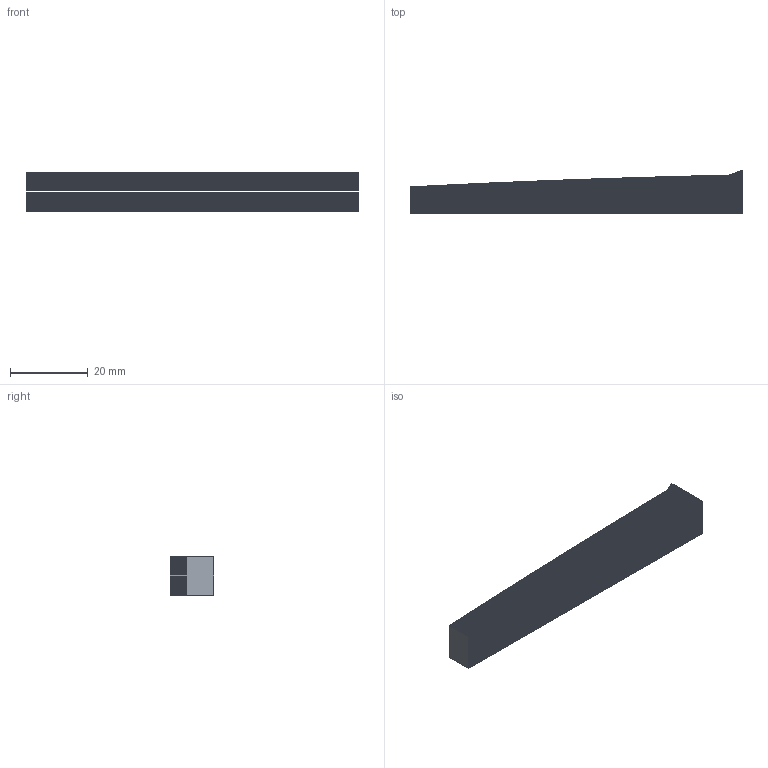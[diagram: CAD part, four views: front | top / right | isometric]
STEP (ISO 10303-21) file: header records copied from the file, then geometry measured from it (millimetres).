
FILE_DESCRIPTION (( 'STEP AP203' ), '1' );
FILE_NAME ('Òðàåêò. ñïóñêà 1 - 03cern (äîáàâëåíèå ðàäèóñà 0,5).STEP', '2021-12-09T07:28:27', ( 'Ïîëüçîâàòåëü' ), ( '' ), 'SwSTEP 2.0', 'SolidWorks 2018', '' );
FILE_SCHEMA (( 'CONFIG_CONTROL_DESIGN' ));
Length unit declared in the file: millimetre
Products named in the file (1): Òðàåêò. ñïóñêà 1 - 03cern (äîáàâëåíèå ðàäèóñà 0,5)
Bounding box: 85.6 x 11.28 x 10 mm (x, y, z)
Surface area: 75021.7 mm2 (no closed solid volume)
Topology: 0 solids, 857 shells, 857 faces, 3428 edges, 3428 vertices
Faces by surface type: plane 857
Entity records: 35221 total; most frequent: CARTESIAN_POINT 7714, DIRECTION 5144, LINE 3428, VERTEX_POINT 3428, VECTOR 3428, EDGE_CURVE 3428, ORIENTED_EDGE 3428, AXIS2_PLACEMENT_3D 858
